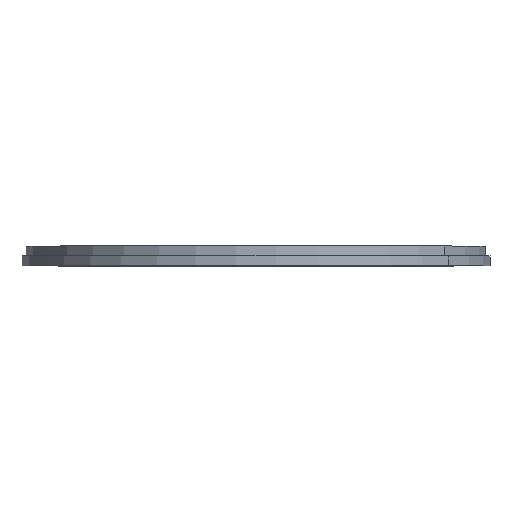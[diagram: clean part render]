
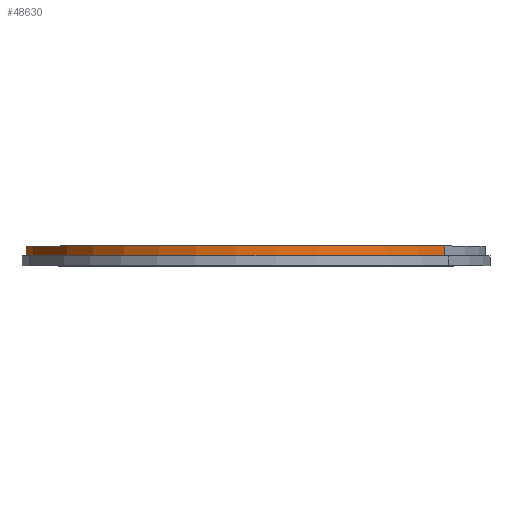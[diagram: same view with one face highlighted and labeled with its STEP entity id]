
A CAD part, top view. The second image highlights one B-rep face of the part: STEP entity #48630.
In plain terms, the highlighted cylindrical face has radius 1177.5 mm (diameter 2355 mm), a partial arc.
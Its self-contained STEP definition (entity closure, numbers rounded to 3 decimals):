
#60=CARTESIAN_POINT('',(0.,0.,0.));
#70=DIRECTION('',(0.,-1.,-0.));
#80=DIRECTION('',(0.,0.,-1.));
#90=AXIS2_PLACEMENT_3D('',#60,#70,#80);
#100=CIRCLE('',#90,1177.5);
#110=CARTESIAN_POINT('',(0.,0.,1177.5));
#120=VERTEX_POINT('',#110);
#130=CARTESIAN_POINT('',(0.,0.,-1177.5));
#140=VERTEX_POINT('',#130);
#150=EDGE_CURVE('',#120,#140,#100,.T.);
#11220=CARTESIAN_POINT('',(0.,0.,-1177.5));
#11230=DIRECTION('',(0.,1.,0.));
#11240=VECTOR('',#11230,1.);
#11250=LINE('',#11220,#11240);
#11260=CARTESIAN_POINT('',(0.,50.,-1177.5));
#11270=VERTEX_POINT('',#11260);
#11280=EDGE_CURVE('',#140,#11270,#11250,.T.);
#11310=CARTESIAN_POINT('',(0.,0.,1177.5));
#11320=DIRECTION('',(0.,1.,0.));
#11330=VECTOR('',#11320,1.);
#11340=LINE('',#11310,#11330);
#11350=CARTESIAN_POINT('',(0.,50.,1177.5));
#11360=VERTEX_POINT('',#11350);
#11370=EDGE_CURVE('',#120,#11360,#11340,.T.);
#11390=CARTESIAN_POINT('',(0.,50.,0.));
#11400=DIRECTION('',(0.,1.,0.));
#11410=DIRECTION('',(0.,0.,1.));
#11420=AXIS2_PLACEMENT_3D('',#11390,#11400,#11410);
#11430=CIRCLE('',#11420,1177.5);
#12010=EDGE_CURVE('',#11270,#11360,#11430,.T.);
#48520=CARTESIAN_POINT('',(0.,0.,0.));
#48530=DIRECTION('',(0.,1.,0.));
#48540=DIRECTION('',(0.,0.,1.));
#48550=AXIS2_PLACEMENT_3D('',#48520,#48530,#48540);
#48560=CYLINDRICAL_SURFACE('',#48550,1177.5);
#48570=ORIENTED_EDGE('',*,*,#150,.F.);
#48580=ORIENTED_EDGE('',*,*,#11280,.F.);
#48590=ORIENTED_EDGE('',*,*,#12010,.F.);
#48600=ORIENTED_EDGE('',*,*,#11370,.T.);
#48610=EDGE_LOOP('',(#48600,#48590,#48580,#48570));
#48620=FACE_OUTER_BOUND('',#48610,.T.);
#48630=ADVANCED_FACE('',(#48620),#48560,.T.);
